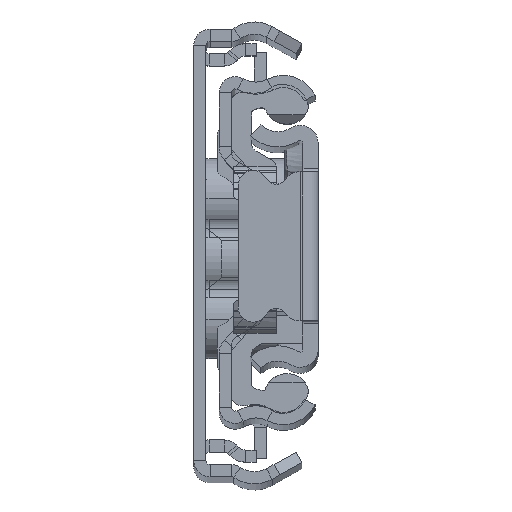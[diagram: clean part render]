
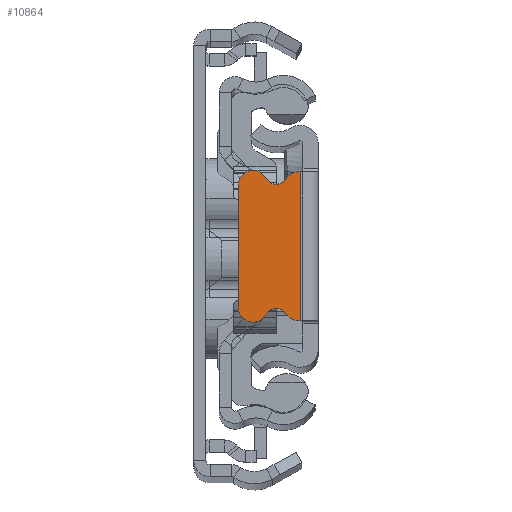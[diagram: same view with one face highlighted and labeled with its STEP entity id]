
A CAD part, top view. The second image highlights one B-rep face of the part: STEP entity #10864.
In plain terms, the highlighted planar face has unit normal (0, 0, 1).
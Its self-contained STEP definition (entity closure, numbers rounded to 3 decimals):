
#335 = AXIS2_PLACEMENT_3D ( 'NONE', #2980, #10803, #18653 ) ;
#840 = CARTESIAN_POINT ( 'NONE',  ( -4.142, 7.236, 0. ) ) ;
#1148 = CARTESIAN_POINT ( 'NONE',  ( -3.206, 6.658, 0. ) ) ;
#1184 = DIRECTION ( 'NONE',  ( -1., 0., 0. ) ) ;
#1311 = DIRECTION ( 'NONE',  ( 0., 0., 1. ) ) ;
#1340 = DIRECTION ( 'NONE',  ( 0., 0., 1. ) ) ;
#1540 = CIRCLE ( 'NONE', #18771, 1.1 ) ;
#2045 = DIRECTION ( 'NONE',  ( -1., 0., 0. ) ) ;
#2215 = CARTESIAN_POINT ( 'NONE',  ( -1.929, 7.37, 0. ) ) ;
#2559 = ORIENTED_EDGE ( 'NONE', *, *, #22155, .T. ) ;
#2697 = CARTESIAN_POINT ( 'NONE',  ( -1.75, -7.37, 0. ) ) ;
#2837 = DIRECTION ( 'NONE',  ( -1., 0., 0. ) ) ;
#2980 = CARTESIAN_POINT ( 'NONE',  ( -6.429, -6., 0. ) ) ;
#3333 = EDGE_CURVE ( 'NONE', #13137, #12898, #14030, .T. ) ;
#3462 = DIRECTION ( 'NONE',  ( 0., 0., -1. ) ) ;
#3580 = VECTOR ( 'NONE', #14037, 1000. ) ;
#3582 = ORIENTED_EDGE ( 'NONE', *, *, #10928, .T. ) ;
#3884 = CARTESIAN_POINT ( 'NONE',  ( -5.109, 6.713, 0. ) ) ;
#4087 = EDGE_CURVE ( 'NONE', #9313, #8587, #15506, .T. ) ;
#4482 = DIRECTION ( 'NONE',  ( 1., 0., 0. ) ) ;
#4535 = EDGE_CURVE ( 'NONE', #9538, #7143, #17908, .T. ) ;
#5282 = VERTEX_POINT ( 'NONE', #22325 ) ;
#5531 = EDGE_LOOP ( 'NONE', ( #23886, #20668, #6859, #23325, #2559, #21545, #3582, #24969, #21151, #12371 ) ) ;
#5605 = CARTESIAN_POINT ( 'NONE',  ( -7.929, -6., 0. ) ) ;
#5655 = AXIS2_PLACEMENT_3D ( 'NONE', #18900, #1311, #1184 ) ;
#6209 = CARTESIAN_POINT ( 'NONE',  ( -1.929, -7.37, 0. ) ) ;
#6461 = CIRCLE ( 'NONE', #24528, 1.5 ) ;
#6472 = AXIS2_PLACEMENT_3D ( 'NONE', #840, #16370, #16243 ) ;
#6559 = LINE ( 'NONE', #8483, #23637 ) ;
#6663 = LINE ( 'NONE', #16541, #6934 ) ;
#6859 = ORIENTED_EDGE ( 'NONE', *, *, #10863, .T. ) ;
#6934 = VECTOR ( 'NONE', #4482, 1000. ) ;
#7143 = VERTEX_POINT ( 'NONE', #9432 ) ;
#7299 = CIRCLE ( 'NONE', #5655, 1.5 ) ;
#8483 = CARTESIAN_POINT ( 'NONE',  ( -1.75, 0., 0. ) ) ;
#8587 = VERTEX_POINT ( 'NONE', #3884 ) ;
#9128 = DIRECTION ( 'NONE',  ( 0., 0., 1. ) ) ;
#9313 = VERTEX_POINT ( 'NONE', #1148 ) ;
#9432 = CARTESIAN_POINT ( 'NONE',  ( -1.929, -7.37, 0. ) ) ;
#9538 = VERTEX_POINT ( 'NONE', #2697 ) ;
#9580 = EDGE_CURVE ( 'NONE', #18956, #13396, #6663, .T. ) ;
#10225 = CARTESIAN_POINT ( 'NONE',  ( -5.109, -6.713, 0. ) ) ;
#10803 = DIRECTION ( 'NONE',  ( 0., 0., 1. ) ) ;
#10863 = EDGE_CURVE ( 'NONE', #18956, #9313, #7299, .T. ) ;
#10864 = ADVANCED_FACE ( 'NONE', ( #11057 ), #19024, .T. ) ;
#10928 = EDGE_CURVE ( 'NONE', #12898, #14022, #11408, .T. ) ;
#11057 = FACE_OUTER_BOUND ( 'NONE', #5531, .T. ) ;
#11408 = CIRCLE ( 'NONE', #335, 1.5 ) ;
#12062 = CARTESIAN_POINT ( 'NONE',  ( -1.929, -5.87, 0. ) ) ;
#12329 = CARTESIAN_POINT ( 'NONE',  ( -6.429, 6., 0. ) ) ;
#12371 = ORIENTED_EDGE ( 'NONE', *, *, #4535, .F. ) ;
#12898 = VERTEX_POINT ( 'NONE', #5605 ) ;
#13114 = CARTESIAN_POINT ( 'NONE',  ( 344.071, 0., 0. ) ) ;
#13137 = VERTEX_POINT ( 'NONE', #15170 ) ;
#13396 = VERTEX_POINT ( 'NONE', #24431 ) ;
#14022 = VERTEX_POINT ( 'NONE', #10225 ) ;
#14030 = LINE ( 'NONE', #18023, #22502 ) ;
#14037 = DIRECTION ( 'NONE',  ( -1., 0., 0. ) ) ;
#15170 = CARTESIAN_POINT ( 'NONE',  ( -7.929, 6., 0. ) ) ;
#15506 = CIRCLE ( 'NONE', #6472, 1.1 ) ;
#16099 = EDGE_CURVE ( 'NONE', #5282, #7143, #18075, .T. ) ;
#16243 = DIRECTION ( 'NONE',  ( 1., 0., 0. ) ) ;
#16335 = DIRECTION ( 'NONE',  ( 0., -1., 0. ) ) ;
#16370 = DIRECTION ( 'NONE',  ( 0., 0., -1. ) ) ;
#16541 = CARTESIAN_POINT ( 'NONE',  ( -1.929, 7.37, 0. ) ) ;
#17908 = LINE ( 'NONE', #6209, #3580 ) ;
#18023 = CARTESIAN_POINT ( 'NONE',  ( -7.929, -6., 0. ) ) ;
#18075 = CIRCLE ( 'NONE', #22581, 1.5 ) ;
#18653 = DIRECTION ( 'NONE',  ( 1., 0., 0. ) ) ;
#18763 = DIRECTION ( 'NONE',  ( 0., -1., 0. ) ) ;
#18771 = AXIS2_PLACEMENT_3D ( 'NONE', #23241, #3462, #2045 ) ;
#18900 = CARTESIAN_POINT ( 'NONE',  ( -1.929, 5.87, 0. ) ) ;
#18956 = VERTEX_POINT ( 'NONE', #2215 ) ;
#19024 = PLANE ( 'NONE',  #24947 ) ;
#19081 = EDGE_CURVE ( 'NONE', #13396, #9538, #6559, .T. ) ;
#20668 = ORIENTED_EDGE ( 'NONE', *, *, #9580, .F. ) ;
#20728 = EDGE_CURVE ( 'NONE', #14022, #5282, #1540, .T. ) ;
#21151 = ORIENTED_EDGE ( 'NONE', *, *, #16099, .T. ) ;
#21545 = ORIENTED_EDGE ( 'NONE', *, *, #3333, .T. ) ;
#22155 = EDGE_CURVE ( 'NONE', #8587, #13137, #6461, .T. ) ;
#22325 = CARTESIAN_POINT ( 'NONE',  ( -3.206, -6.658, 0. ) ) ;
#22502 = VECTOR ( 'NONE', #16335, 1000. ) ;
#22581 = AXIS2_PLACEMENT_3D ( 'NONE', #12062, #1340, #23876 ) ;
#23241 = CARTESIAN_POINT ( 'NONE',  ( -4.142, -7.236, 0. ) ) ;
#23325 = ORIENTED_EDGE ( 'NONE', *, *, #4087, .T. ) ;
#23637 = VECTOR ( 'NONE', #18763, 1000. ) ;
#23876 = DIRECTION ( 'NONE',  ( 1., 0., 0. ) ) ;
#23886 = ORIENTED_EDGE ( 'NONE', *, *, #19081, .F. ) ;
#24027 = DIRECTION ( 'NONE',  ( 0., 0., 1. ) ) ;
#24431 = CARTESIAN_POINT ( 'NONE',  ( -1.75, 7.37, 0. ) ) ;
#24528 = AXIS2_PLACEMENT_3D ( 'NONE', #12329, #24027, #2837 ) ;
#24807 = DIRECTION ( 'NONE',  ( 1., 0., 0. ) ) ;
#24947 = AXIS2_PLACEMENT_3D ( 'NONE', #13114, #9128, #24807 ) ;
#24969 = ORIENTED_EDGE ( 'NONE', *, *, #20728, .T. ) ;
